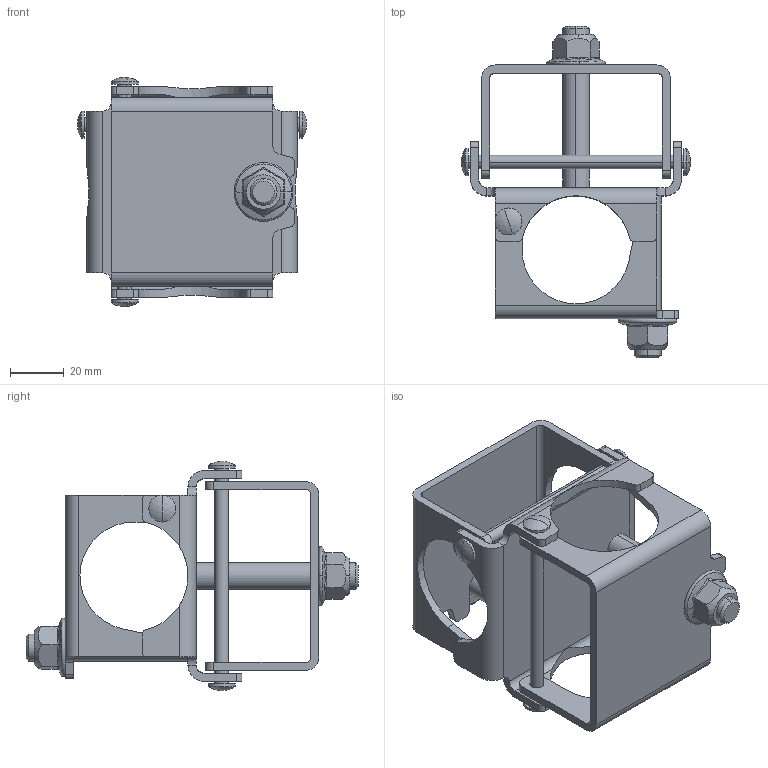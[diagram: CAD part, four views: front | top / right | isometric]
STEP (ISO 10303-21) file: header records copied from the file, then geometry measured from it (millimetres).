
FILE_DESCRIPTION (( 'STEP AP214' ), '1' );
FILE_NAME ('Scaffold Pivot Bracket Assembly.STEP', '2022-03-31T05:57:23', ( '' ), ( '' ), 'SwSTEP 2.0', 'SolidWorks 2020', '' );
FILE_SCHEMA (( 'AUTOMOTIVE_DESIGN' ));
Length unit declared in the file: millimetre
Products named in the file (5): Scaffold Pivot Bracket Assembly; Scaffold Swivel Brkt-1; Pivot 5mm; torque nut 05_iso_ISO 7044-M10-N; Scaffold Swivel Brkt-2
Assembly tree (7 placements, depth 2):
  Scaffold Pivot Bracket Assembly
    Scaffold Swivel Brkt-1
    Scaffold Swivel Brkt-2  x2
    Pivot 5mm  x2
    torque nut 05_iso_ISO 7044-M10-N  x2
Bounding box: 85 x 123 x 85 mm (x, y, z)
Volume: 74573.2 mm3; surface area: 53455.3 mm2
Topology: 7 solids, 7 shells, 264 faces, 676 edges, 432 vertices
Faces by surface type: cylinder 118, plane 102, cone 20, bspline 12, sphere 8, torus 4
Entity records: 6082 total; most frequent: CARTESIAN_POINT 1502, DIRECTION 956, ORIENTED_EDGE 904, EDGE_CURVE 452, AXIS2_PLACEMENT_3D 364, VERTEX_POINT 288, LINE 228, VECTOR 228
